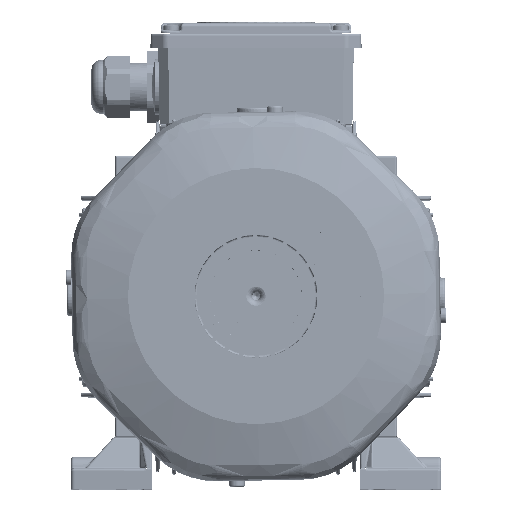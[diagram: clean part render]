
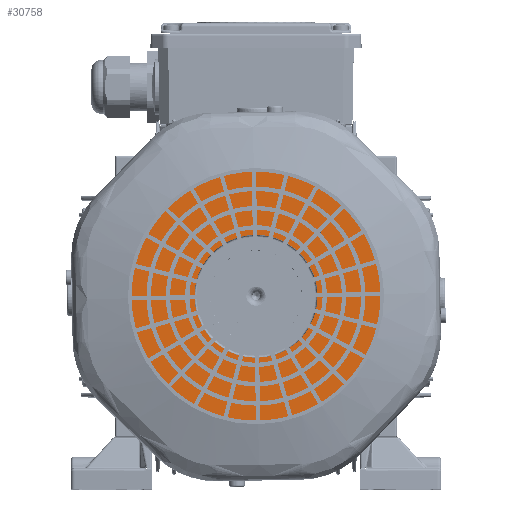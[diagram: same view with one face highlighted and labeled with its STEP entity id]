
A CAD part, top view. The second image highlights one B-rep face of the part: STEP entity #30758.
In plain terms, the highlighted planar face has unit normal (0, 0, 1).
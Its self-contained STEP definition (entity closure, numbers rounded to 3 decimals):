
#4676=PLANE('',#105757);
#30758=ADVANCED_FACE('',(#36729,#36730),#4676,.T.);
#36729=FACE_BOUND('',#38401,.T.);
#36730=FACE_BOUND('',#38402,.T.);
#38401=EDGE_LOOP('',(#47898));
#38402=EDGE_LOOP('',(#47899));
#47898=ORIENTED_EDGE('',*,*,#85297,.T.);
#47899=ORIENTED_EDGE('',*,*,#85294,.T.);
#73005=VERTEX_POINT('',#146680);
#73008=VERTEX_POINT('',#146688);
#85294=EDGE_CURVE('',#73005,#73005,#101158,.T.);
#85297=EDGE_CURVE('',#73008,#73008,#101161,.T.);
#101158=CIRCLE('',#105751,31.93);
#101161=CIRCLE('',#105756,75.5);
#105751=AXIS2_PLACEMENT_3D('',#146679,#118053,#118054);
#105756=AXIS2_PLACEMENT_3D('',#146687,#118063,#118064);
#105757=AXIS2_PLACEMENT_3D('',#146689,#118065,#118066);
#118053=DIRECTION('',(0.,0.,-1.));
#118054=DIRECTION('',(1.,0.,0.));
#118063=DIRECTION('',(0.,0.,1.));
#118064=DIRECTION('',(1.,0.,0.));
#118065=DIRECTION('',(0.,0.,1.));
#118066=DIRECTION('',(1.,0.,0.));
#146679=CARTESIAN_POINT('',(0.,0.,341.85));
#146680=CARTESIAN_POINT('',(31.93,0.,341.85));
#146687=CARTESIAN_POINT('',(0.,0.,341.85));
#146688=CARTESIAN_POINT('',(75.5,0.,341.85));
#146689=CARTESIAN_POINT('',(0.,0.,341.85));
